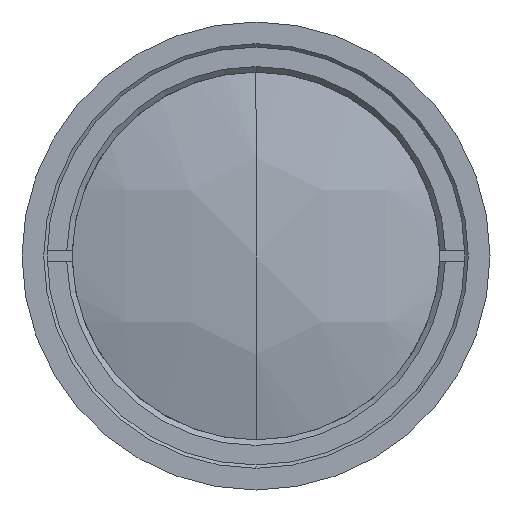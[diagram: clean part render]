
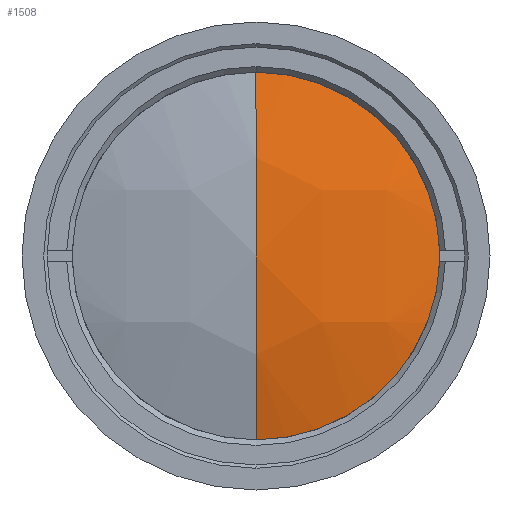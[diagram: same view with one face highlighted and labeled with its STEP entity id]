
A CAD part, left-side view. The second image highlights one B-rep face of the part: STEP entity #1508.
In plain terms, the highlighted free-form (B-spline) face has degree [3, 3] with [4, 4] control points.
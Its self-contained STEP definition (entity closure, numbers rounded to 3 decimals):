
#219 = DIRECTION ( 'NONE',  ( -1., 0., 0. ) ) ;
#988 = AXIS2_PLACEMENT_3D ( 'NONE', #13724, #4146, #6058 ) ;
#1123 = CARTESIAN_POINT ( 'NONE',  ( -71.666, 0., 0. ) ) ;
#1221 = CIRCLE ( 'NONE', #7537, 17.5 ) ;
#1508 = ADVANCED_FACE ( 'NONE', ( #1737 ), #12862, .T. ) ;
#1737 = FACE_OUTER_BOUND ( 'NONE', #2046, .T. ) ;
#2009 = CARTESIAN_POINT ( 'NONE',  ( -74.361, -12.128, 6.092 ) ) ;
#2046 = EDGE_LOOP ( 'NONE', ( #8908, #12390 ) ) ;
#2869 = CARTESIAN_POINT ( 'NONE',  ( -75.294, 0., 6.092 ) ) ;
#3161 = CARTESIAN_POINT ( 'NONE',  ( -70.727, -11.374, -17.703 ) ) ;
#3469 = EDGE_CURVE ( 'NONE', #11020, #5811, #7297, .T. ) ;
#4097 = CARTESIAN_POINT ( 'NONE',  ( -70.727, -11.374, 17.703 ) ) ;
#4146 = DIRECTION ( 'NONE',  ( 0., -1., 0. ) ) ;
#4220 = CARTESIAN_POINT ( 'NONE',  ( -71.666, 0., 17.5 ) ) ;
#4235 = CARTESIAN_POINT ( 'NONE',  ( -72.518, -17.943, 6.092 ) ) ;
#5274 = CARTESIAN_POINT ( 'NONE',  ( -75.294, -6.1, 6.092 ) ) ;
#5811 = VERTEX_POINT ( 'NONE', #7498 ) ;
#6058 = DIRECTION ( 'NONE',  ( 0., 0., 1. ) ) ;
#6344 = CARTESIAN_POINT ( 'NONE',  ( -75.294, 0., -6.092 ) ) ;
#7193 = CARTESIAN_POINT ( 'NONE',  ( -68.998, -16.827, 17.703 ) ) ;
#7260 = CARTESIAN_POINT ( 'NONE',  ( -71.602, 0., 17.703 ) ) ;
#7297 = CIRCLE ( 'NONE', #988, 58.421 ) ;
#7464 = CARTESIAN_POINT ( 'NONE',  ( -68.998, -16.827, -17.703 ) ) ;
#7498 = CARTESIAN_POINT ( 'NONE',  ( -71.666, 0., -17.5 ) ) ;
#7537 = AXIS2_PLACEMENT_3D ( 'NONE', #1123, #219, #8765 ) ;
#8393 = CARTESIAN_POINT ( 'NONE',  ( -74.361, -12.128, -6.092 ) ) ;
#8547 = CARTESIAN_POINT ( 'NONE',  ( -72.518, -17.943, -6.092 ) ) ;
#8765 = DIRECTION ( 'NONE',  ( 0., 0., -1. ) ) ;
#8908 = ORIENTED_EDGE ( 'NONE', *, *, #9765, .T. ) ;
#9381 = CARTESIAN_POINT ( 'NONE',  ( -71.602, -5.72, 17.703 ) ) ;
#9602 = CARTESIAN_POINT ( 'NONE',  ( -75.294, -6.1, -6.092 ) ) ;
#9765 = EDGE_CURVE ( 'NONE', #5811, #11020, #1221, .T. ) ;
#11020 = VERTEX_POINT ( 'NONE', #4220 ) ;
#12390 = ORIENTED_EDGE ( 'NONE', *, *, #3469, .T. ) ;
#12811 = CARTESIAN_POINT ( 'NONE',  ( -71.602, -5.72, -17.703 ) ) ;
#12862 =( BOUNDED_SURFACE ( )  B_SPLINE_SURFACE ( 3, 3, ( 
 ( #7260, #9381, #4097, #7193 ),
 ( #2869, #5274, #2009, #4235 ),
 ( #6344, #9602, #8393, #8547 ),
 ( #13576, #12811, #3161, #7464 ) ),
 .UNSPECIFIED., .F., .F., .F. ) 
 B_SPLINE_SURFACE_WITH_KNOTS ( ( 4, 4 ),
 ( 4, 4 ),
 ( 0., 1. ),
 ( 0., 1. ),
 .UNSPECIFIED. ) 
 GEOMETRIC_REPRESENTATION_ITEM ( )  RATIONAL_B_SPLINE_SURFACE ( (
 ( 1., 0.992, 0.992, 1.),
 ( 0.969, 0.961, 0.961, 0.969),
 ( 0.969, 0.961, 0.961, 0.969),
 ( 1., 0.992, 0.992, 1.) ) ) 
 REPRESENTATION_ITEM ( '' )  SURFACE ( )  );
#13576 = CARTESIAN_POINT ( 'NONE',  ( -71.602, 0., -17.703 ) ) ;
#13724 = CARTESIAN_POINT ( 'NONE',  ( -15.928, 0., 0. ) ) ;
